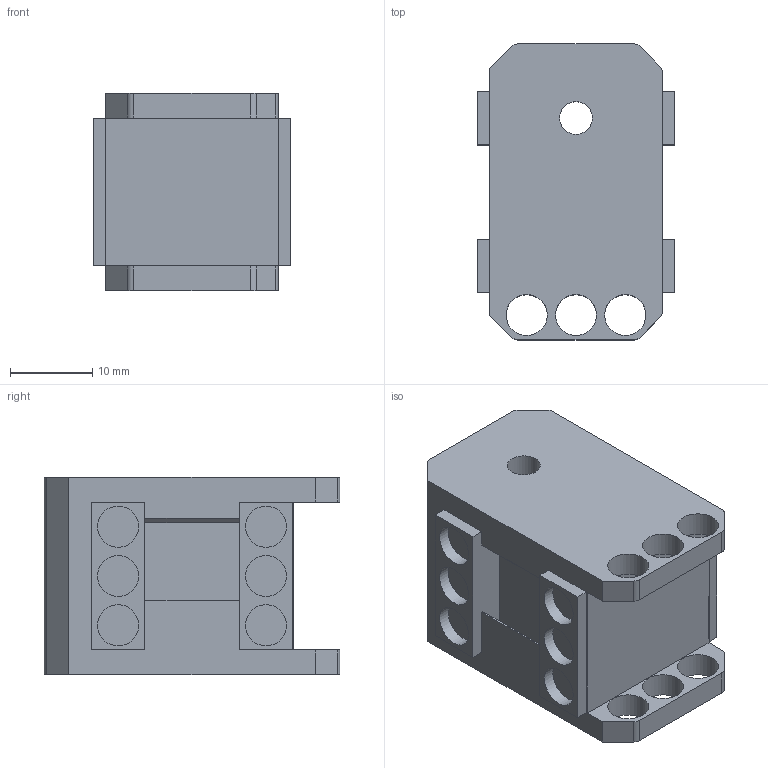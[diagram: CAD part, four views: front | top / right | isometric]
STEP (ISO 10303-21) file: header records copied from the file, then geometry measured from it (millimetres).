
FILE_DESCRIPTION(/* description */ (''),/* implementation_level */ '2;1');
FILE_NAME(/* name */ 'XL320.stp',/* time_stamp */ '2016-09-05T15:28:52-04:00',/* author */ ('Labtech'),/* organization */ (''),/* preprocessor_version */ 'ST-DEVELOPER v16.5',/* originating_system */ 'Autodesk Inventor 2017',/* authorisation */ '');
FILE_SCHEMA (('AUTOMOTIVE_DESIGN { 1 0 10303 214 3 1 1 }'));
Length unit declared in the file: millimetre
Products named in the file (1): XL320
Bounding box: 24 x 36 x 24 mm (x, y, z)
Volume: 14088.3 mm3; surface area: 5852.2 mm2
Topology: 1 solids, 1 shells, 94 faces, 225 edges, 150 vertices
Faces by surface type: plane 63, cylinder 31
Full cylindrical faces by diameter (mm): 4 x1, 5 x21
Entity records: 2740 total; most frequent: DIRECTION 455, CARTESIAN_POINT 448, ORIENTED_EDGE 406, EDGE_CURVE 203, AXIS2_PLACEMENT_3D 157, VERTEX_POINT 150, EDGE_LOOP 147, LINE 141
